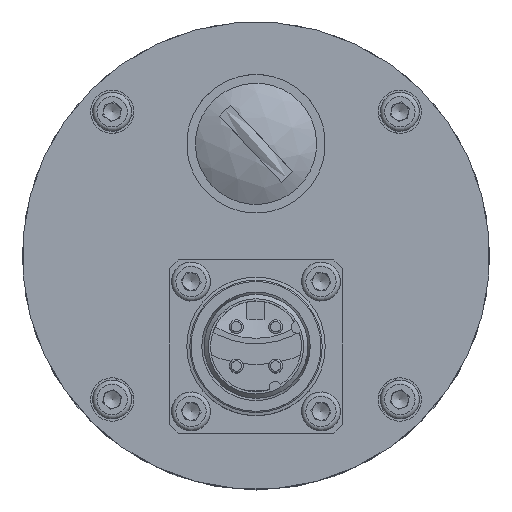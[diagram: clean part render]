
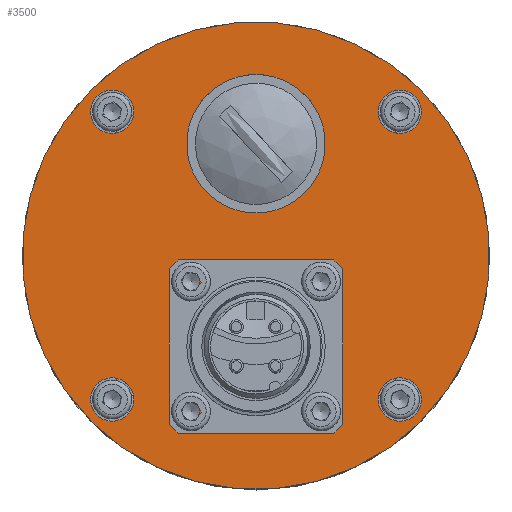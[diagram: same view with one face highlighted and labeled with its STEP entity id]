
A CAD part, top view. The second image highlights one B-rep face of the part: STEP entity #3500.
In plain terms, the highlighted planar face has unit normal (0, 0, 1).
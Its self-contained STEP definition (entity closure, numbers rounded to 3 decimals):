
#18 = EDGE_CURVE ( 'NONE', #3868, #3868, #2671, .T. ) ;
#34 = DIRECTION ( 'NONE',  ( 0., 0., 1. ) ) ;
#73 = FACE_BOUND ( 'NONE', #1357, .T. ) ;
#94 = DIRECTION ( 'NONE',  ( 0.707, -0.707, 0. ) ) ;
#98 = EDGE_CURVE ( 'NONE', #1820, #1820, #4192, .T. ) ;
#99 = EDGE_LOOP ( 'NONE', ( #1795 ) ) ;
#111 = VERTEX_POINT ( 'NONE', #1556 ) ;
#359 = EDGE_CURVE ( 'NONE', #754, #754, #1322, .T. ) ;
#383 = CARTESIAN_POINT ( 'NONE',  ( -6.775, -18.725, 23. ) ) ;
#668 = DIRECTION ( 'NONE',  ( 0., 0., 1. ) ) ;
#684 = CARTESIAN_POINT ( 'NONE',  ( 18.385, -18.385, 23. ) ) ;
#694 = CIRCLE ( 'NONE', #3693, 1.025 ) ;
#754 = VERTEX_POINT ( 'NONE', #684 ) ;
#797 = EDGE_LOOP ( 'NONE', ( #1359 ) ) ;
#804 = ORIENTED_EDGE ( 'NONE', *, *, #359, .F. ) ;
#805 = CARTESIAN_POINT ( 'NONE',  ( 7.5, -3., 23. ) ) ;
#811 = PLANE ( 'NONE',  #2557 ) ;
#837 = EDGE_LOOP ( 'NONE', ( #4095 ) ) ;
#914 = FACE_OUTER_BOUND ( 'NONE', #4241, .T. ) ;
#950 = EDGE_CURVE ( 'NONE', #2192, #2192, #1843, .T. ) ;
#969 = CIRCLE ( 'NONE', #2183, 1.025 ) ;
#1028 = FACE_BOUND ( 'NONE', #1239, .T. ) ;
#1036 = DIRECTION ( 'NONE',  ( 0., 0., 1. ) ) ;
#1086 = AXIS2_PLACEMENT_3D ( 'NONE', #2083, #4163, #2434 ) ;
#1096 = CARTESIAN_POINT ( 'NONE',  ( 0., -10.5, 23. ) ) ;
#1117 = EDGE_CURVE ( 'NONE', #2986, #2986, #2215, .T. ) ;
#1124 = EDGE_LOOP ( 'NONE', ( #3970 ) ) ;
#1134 = EDGE_LOOP ( 'NONE', ( #3527 ) ) ;
#1149 = FACE_BOUND ( 'NONE', #1124, .T. ) ;
#1173 = DIRECTION ( 'NONE',  ( 0.707, -0.707, 0. ) ) ;
#1177 = CARTESIAN_POINT ( 'NONE',  ( 19.092, 19.092, 23. ) ) ;
#1239 = EDGE_LOOP ( 'NONE', ( #3801 ) ) ;
#1322 = CIRCLE ( 'NONE', #1952, 2.5 ) ;
#1357 = EDGE_LOOP ( 'NONE', ( #804 ) ) ;
#1359 = ORIENTED_EDGE ( 'NONE', *, *, #18, .F. ) ;
#1453 = DIRECTION ( 'NONE',  ( 0., 0., 1. ) ) ;
#1478 = CARTESIAN_POINT ( 'NONE',  ( 19.092, -19.092, 23. ) ) ;
#1486 = VERTEX_POINT ( 'NONE', #3298 ) ;
#1556 = CARTESIAN_POINT ( 'NONE',  ( -6.775, -3.725, 23. ) ) ;
#1737 = CARTESIAN_POINT ( 'NONE',  ( -7.5, -3., 23. ) ) ;
#1739 = DIRECTION ( 'NONE',  ( 0., 0., 1. ) ) ;
#1795 = ORIENTED_EDGE ( 'NONE', *, *, #950, .F. ) ;
#1817 = DIRECTION ( 'NONE',  ( 0.707, -0.707, 0. ) ) ;
#1820 = VERTEX_POINT ( 'NONE', #4172 ) ;
#1843 = CIRCLE ( 'NONE', #4130, 2.5 ) ;
#1875 = FACE_BOUND ( 'NONE', #4066, .T. ) ;
#1894 = DIRECTION ( 'NONE',  ( 0., 0., -1. ) ) ;
#1895 = CARTESIAN_POINT ( 'NONE',  ( -16.617, -16.617, 23. ) ) ;
#1952 = AXIS2_PLACEMENT_3D ( 'NONE', #2775, #2479, #2387 ) ;
#1977 = FACE_BOUND ( 'NONE', #2916, .T. ) ;
#2007 = AXIS2_PLACEMENT_3D ( 'NONE', #3138, #1036, #3482 ) ;
#2063 = AXIS2_PLACEMENT_3D ( 'NONE', #2168, #34, #2521 ) ;
#2075 = DIRECTION ( 'NONE',  ( 0.707, -0.707, 0. ) ) ;
#2083 = CARTESIAN_POINT ( 'NONE',  ( 16.617, 16.617, 23. ) ) ;
#2095 = ORIENTED_EDGE ( 'NONE', *, *, #1117, .F. ) ;
#2101 = CIRCLE ( 'NONE', #2159, 27. ) ;
#2117 = EDGE_LOOP ( 'NONE', ( #2095 ) ) ;
#2159 = AXIS2_PLACEMENT_3D ( 'NONE', #4321, #2233, #94 ) ;
#2168 = CARTESIAN_POINT ( 'NONE',  ( 7.5, -18., 23. ) ) ;
#2183 = AXIS2_PLACEMENT_3D ( 'NONE', #1737, #4155, #2075 ) ;
#2192 = VERTEX_POINT ( 'NONE', #3844 ) ;
#2197 = FACE_BOUND ( 'NONE', #797, .T. ) ;
#2203 = ORIENTED_EDGE ( 'NONE', *, *, #4203, .F. ) ;
#2215 = CIRCLE ( 'NONE', #3404, 2.5 ) ;
#2233 = DIRECTION ( 'NONE',  ( 0., 0., 1. ) ) ;
#2236 = DIRECTION ( 'NONE',  ( 0.707, -0.707, 0. ) ) ;
#2387 = DIRECTION ( 'NONE',  ( 0.707, -0.707, 0. ) ) ;
#2415 = AXIS2_PLACEMENT_3D ( 'NONE', #2770, #668, #3121 ) ;
#2434 = DIRECTION ( 'NONE',  ( 0.707, -0.707, 0. ) ) ;
#2479 = DIRECTION ( 'NONE',  ( 0., 0., 1. ) ) ;
#2521 = DIRECTION ( 'NONE',  ( 0.707, -0.707, 0. ) ) ;
#2546 = EDGE_CURVE ( 'NONE', #4196, #4196, #3194, .T. ) ;
#2557 = AXIS2_PLACEMENT_3D ( 'NONE', #1177, #1894, #4322 ) ;
#2671 = CIRCLE ( 'NONE', #4535, 7.6 ) ;
#2729 = CIRCLE ( 'NONE', #2415, 8. ) ;
#2768 = EDGE_CURVE ( 'NONE', #3163, #3163, #2101, .T. ) ;
#2770 = CARTESIAN_POINT ( 'NONE',  ( 0., 12.92, 23. ) ) ;
#2775 = CARTESIAN_POINT ( 'NONE',  ( 16.617, -16.617, 23. ) ) ;
#2782 = FACE_BOUND ( 'NONE', #2117, .T. ) ;
#2894 = FACE_BOUND ( 'NONE', #1134, .T. ) ;
#2916 = EDGE_LOOP ( 'NONE', ( #2203 ) ) ;
#2945 = CARTESIAN_POINT ( 'NONE',  ( 8.225, -18.725, 23. ) ) ;
#2986 = VERTEX_POINT ( 'NONE', #4553 ) ;
#2990 = FACE_BOUND ( 'NONE', #837, .T. ) ;
#3121 = DIRECTION ( 'NONE',  ( 0.707, -0.707, 0. ) ) ;
#3138 = CARTESIAN_POINT ( 'NONE',  ( -7.5, -18., 23. ) ) ;
#3163 = VERTEX_POINT ( 'NONE', #1478 ) ;
#3180 = ORIENTED_EDGE ( 'NONE', *, *, #3329, .F. ) ;
#3194 = CIRCLE ( 'NONE', #2007, 1.025 ) ;
#3259 = DIRECTION ( 'NONE',  ( 0., 0., 1. ) ) ;
#3298 = CARTESIAN_POINT ( 'NONE',  ( 8.225, -3.725, 23. ) ) ;
#3318 = VERTEX_POINT ( 'NONE', #2945 ) ;
#3323 = EDGE_CURVE ( 'NONE', #111, #111, #969, .T. ) ;
#3329 = EDGE_CURVE ( 'NONE', #3758, #3758, #2729, .T. ) ;
#3404 = AXIS2_PLACEMENT_3D ( 'NONE', #1895, #4323, #2236 ) ;
#3482 = DIRECTION ( 'NONE',  ( 0.707, -0.707, 0. ) ) ;
#3500 = ADVANCED_FACE ( 'NONE', ( #2197, #1977, #2990, #1149, #2894, #1028, #73, #3712, #2782, #1875, #914 ), #811, .F. ) ;
#3520 = CARTESIAN_POINT ( 'NONE',  ( -16.617, 16.617, 23. ) ) ;
#3527 = ORIENTED_EDGE ( 'NONE', *, *, #2546, .F. ) ;
#3693 = AXIS2_PLACEMENT_3D ( 'NONE', #805, #3259, #1173 ) ;
#3712 = FACE_BOUND ( 'NONE', #99, .T. ) ;
#3758 = VERTEX_POINT ( 'NONE', #3963 ) ;
#3801 = ORIENTED_EDGE ( 'NONE', *, *, #98, .F. ) ;
#3812 = CARTESIAN_POINT ( 'NONE',  ( 5.374, -15.874, 23. ) ) ;
#3844 = CARTESIAN_POINT ( 'NONE',  ( -14.849, 14.849, 23. ) ) ;
#3868 = VERTEX_POINT ( 'NONE', #3812 ) ;
#3869 = DIRECTION ( 'NONE',  ( 0.707, -0.707, 0. ) ) ;
#3917 = CIRCLE ( 'NONE', #2063, 1.025 ) ;
#3963 = CARTESIAN_POINT ( 'NONE',  ( 5.657, 7.263, 23. ) ) ;
#3970 = ORIENTED_EDGE ( 'NONE', *, *, #3323, .F. ) ;
#4005 = ORIENTED_EDGE ( 'NONE', *, *, #2768, .T. ) ;
#4066 = EDGE_LOOP ( 'NONE', ( #3180 ) ) ;
#4095 = ORIENTED_EDGE ( 'NONE', *, *, #4110, .F. ) ;
#4110 = EDGE_CURVE ( 'NONE', #3318, #3318, #3917, .T. ) ;
#4130 = AXIS2_PLACEMENT_3D ( 'NONE', #3520, #1453, #3869 ) ;
#4155 = DIRECTION ( 'NONE',  ( 0., 0., 1. ) ) ;
#4163 = DIRECTION ( 'NONE',  ( 0., 0., 1. ) ) ;
#4172 = CARTESIAN_POINT ( 'NONE',  ( 18.385, 14.849, 23. ) ) ;
#4192 = CIRCLE ( 'NONE', #1086, 2.5 ) ;
#4196 = VERTEX_POINT ( 'NONE', #383 ) ;
#4203 = EDGE_CURVE ( 'NONE', #1486, #1486, #694, .T. ) ;
#4241 = EDGE_LOOP ( 'NONE', ( #4005 ) ) ;
#4321 = CARTESIAN_POINT ( 'NONE',  ( 0., 0., 23. ) ) ;
#4322 = DIRECTION ( 'NONE',  ( -0.707, 0.707, 0. ) ) ;
#4323 = DIRECTION ( 'NONE',  ( 0., 0., 1. ) ) ;
#4535 = AXIS2_PLACEMENT_3D ( 'NONE', #1096, #1739, #1817 ) ;
#4553 = CARTESIAN_POINT ( 'NONE',  ( -14.849, -18.385, 23. ) ) ;
